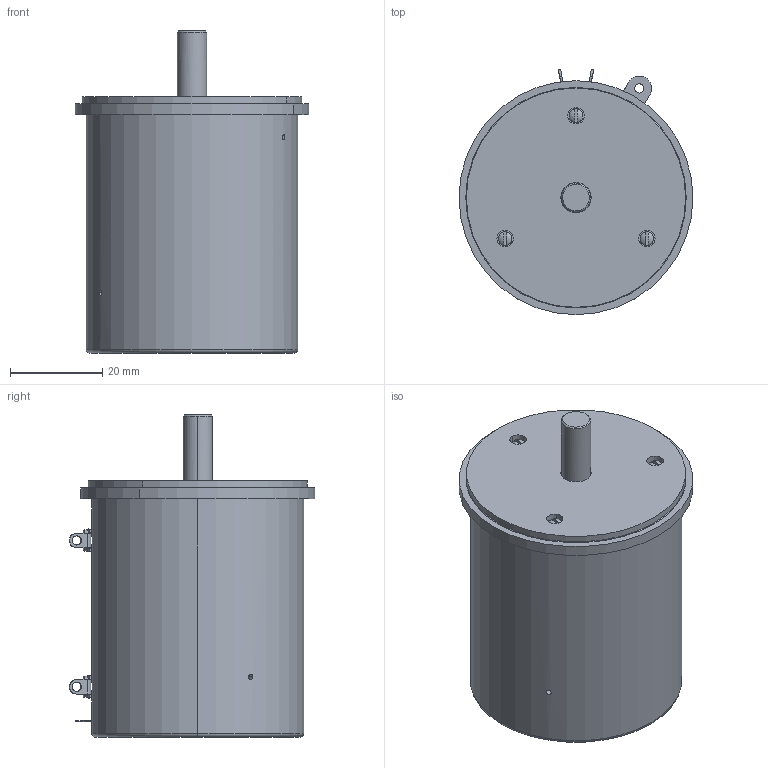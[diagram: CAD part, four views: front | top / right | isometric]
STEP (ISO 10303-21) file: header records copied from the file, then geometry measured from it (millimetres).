
FILE_DESCRIPTION((''),'2;1');
FILE_NAME('7603-1G_SW0003','2015-06-30T',('bmozley'),(''),'CREO PARAMETRIC BY PTC INC, 2015080','CREO PARAMETRIC BY PTC INC, 2015080','');
FILE_SCHEMA(('CONFIG_CONTROL_DESIGN'));
Length unit declared in the file: inch
Products named in the file (1): 7603-1G_SW0003
Bounding box: 50.8 x 53.29 x 69.98 mm (x, y, z)
Volume: 91955.3 mm3; surface area: 21493.7 mm2
Topology: 3 solids, 3 shells, 381 faces, 926 edges, 570 vertices
Faces by surface type: cylinder 140, bspline 132, plane 74, torus 18, cone 10, sphere 6, revolution 1
Entity records: 32949 total; most frequent: CARTESIAN_POINT 25058, ORIENTED_EDGE 1852, DIRECTION 1210, EDGE_CURVE 926, VERTEX_POINT 570, AXIS2_PLACEMENT_3D 462, B_SPLINE_CURVE_WITH_KNOTS 428, EDGE_LOOP 422
